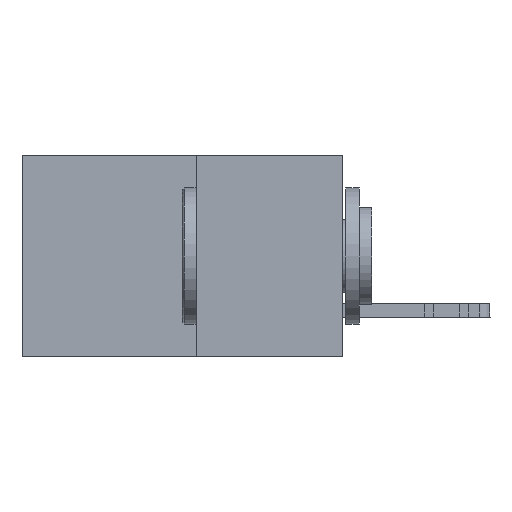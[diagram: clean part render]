
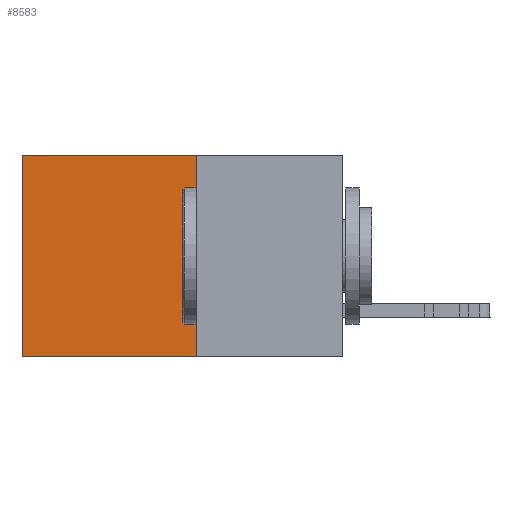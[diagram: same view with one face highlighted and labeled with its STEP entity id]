
A CAD part, left-side view. The second image highlights one B-rep face of the part: STEP entity #8583.
In plain terms, the highlighted planar face has unit normal (-1, 0, 0).
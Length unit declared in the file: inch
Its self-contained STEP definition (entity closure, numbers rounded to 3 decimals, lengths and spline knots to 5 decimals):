
#97 = VECTOR ( 'NONE', #7330, 39.37008 ) ;
#826 = AXIS2_PLACEMENT_3D ( 'NONE', #21537, #31565, #9104 ) ;
#1211 = CARTESIAN_POINT ( 'NONE',  ( 0.277, 0.27, -0.37 ) ) ;
#1282 = VERTEX_POINT ( 'NONE', #30747 ) ;
#1350 = CARTESIAN_POINT ( 'NONE',  ( 0.277, 0.59, -0.37 ) ) ;
#1545 = FACE_OUTER_BOUND ( 'NONE', #28152, .T. ) ;
#1594 = DIRECTION ( 'NONE',  ( 0., 1., 0. ) ) ;
#2640 = VECTOR ( 'NONE', #16717, 39.37008 ) ;
#4113 = ORIENTED_EDGE ( 'NONE', *, *, #25600, .F. ) ;
#5651 = CARTESIAN_POINT ( 'NONE',  ( 0.277, 0.27, 0. ) ) ;
#7330 = DIRECTION ( 'NONE',  ( 0., 0., -1. ) ) ;
#8583 = ADVANCED_FACE ( 'NONE', ( #1545 ), #11541, .F. ) ;
#9104 = DIRECTION ( 'NONE',  ( 0., 0., -1. ) ) ;
#9296 = CARTESIAN_POINT ( 'NONE',  ( 0.277, 0.27, 0. ) ) ;
#10138 = VERTEX_POINT ( 'NONE', #1350 ) ;
#11097 = VECTOR ( 'NONE', #1594, 39.37008 ) ;
#11541 = PLANE ( 'NONE',  #826 ) ;
#11765 = ORIENTED_EDGE ( 'NONE', *, *, #29809, .T. ) ;
#15577 = EDGE_CURVE ( 'NONE', #16676, #10138, #19942, .T. ) ;
#15629 = ORIENTED_EDGE ( 'NONE', *, *, #15577, .T. ) ;
#16181 = EDGE_CURVE ( 'NONE', #24532, #1282, #26580, .T. ) ;
#16676 = VERTEX_POINT ( 'NONE', #18823 ) ;
#16717 = DIRECTION ( 'NONE',  ( 0., 1., 0. ) ) ;
#18450 = VECTOR ( 'NONE', #20864, 39.37008 ) ;
#18823 = CARTESIAN_POINT ( 'NONE',  ( 0.277, 0.59, 0. ) ) ;
#19942 = LINE ( 'NONE', #24685, #97 ) ;
#20864 = DIRECTION ( 'NONE',  ( 0., 0., -1. ) ) ;
#21537 = CARTESIAN_POINT ( 'NONE',  ( 0.277, 0.27, -0.37 ) ) ;
#24246 = CARTESIAN_POINT ( 'NONE',  ( 0.277, 0.27, -0.37 ) ) ;
#24532 = VERTEX_POINT ( 'NONE', #5651 ) ;
#24685 = CARTESIAN_POINT ( 'NONE',  ( 0.277, 0.59, -0.37 ) ) ;
#25600 = EDGE_CURVE ( 'NONE', #1282, #10138, #31657, .T. ) ;
#26580 = LINE ( 'NONE', #1211, #18450 ) ;
#26654 = LINE ( 'NONE', #9296, #11097 ) ;
#26957 = ORIENTED_EDGE ( 'NONE', *, *, #16181, .F. ) ;
#28152 = EDGE_LOOP ( 'NONE', ( #15629, #4113, #26957, #11765 ) ) ;
#29809 = EDGE_CURVE ( 'NONE', #24532, #16676, #26654, .T. ) ;
#30747 = CARTESIAN_POINT ( 'NONE',  ( 0.277, 0.27, -0.37 ) ) ;
#31565 = DIRECTION ( 'NONE',  ( 1., 0., 0. ) ) ;
#31657 = LINE ( 'NONE', #24246, #2640 ) ;
